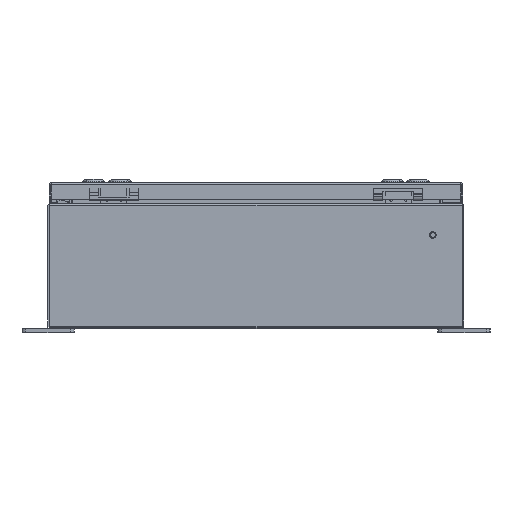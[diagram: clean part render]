
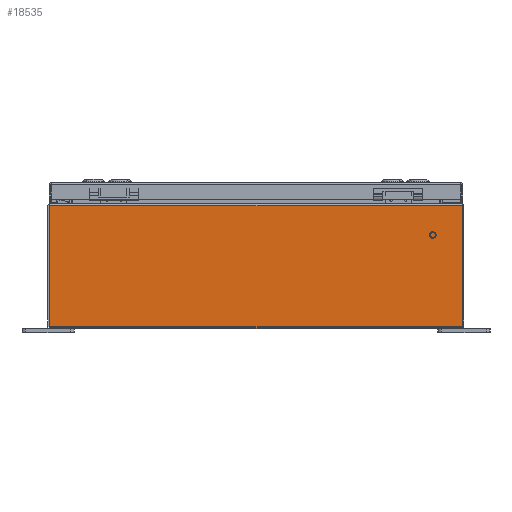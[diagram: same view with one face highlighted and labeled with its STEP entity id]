
A CAD part, left-side view. The second image highlights one B-rep face of the part: STEP entity #18535.
In plain terms, the highlighted planar face has unit normal (-1, 0, 0).
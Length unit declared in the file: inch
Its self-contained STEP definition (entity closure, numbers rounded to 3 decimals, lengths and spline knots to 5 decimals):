
#1041 = VERTEX_POINT ( 'NONE', #61033 ) ;
#1571 = LINE ( 'NONE', #39467, #52279 ) ;
#2241 = ORIENTED_EDGE ( 'NONE', *, *, #15367, .T. ) ;
#2571 = EDGE_CURVE ( 'NONE', #62827, #1041, #37409, .T. ) ;
#5071 = VECTOR ( 'NONE', #37340, 39.37008 ) ;
#6271 = EDGE_LOOP ( 'NONE', ( #51008, #38154, #20058, #2241 ) ) ;
#8875 = VERTEX_POINT ( 'NONE', #10910 ) ;
#10797 = VERTEX_POINT ( 'NONE', #54925 ) ;
#10823 = DIRECTION ( 'NONE',  ( 1., 0., 0. ) ) ;
#10910 = CARTESIAN_POINT ( 'NONE',  ( -10., 9.9253, 0.013 ) ) ;
#12305 = EDGE_CURVE ( 'NONE', #1041, #8875, #1571, .T. ) ;
#15367 = EDGE_CURVE ( 'NONE', #10797, #62827, #35934, .T. ) ;
#18078 = LINE ( 'NONE', #32394, #5071 ) ;
#18535 = ADVANCED_FACE ( 'NONE', ( #52589 ), #55050, .F. ) ;
#20058 = ORIENTED_EDGE ( 'NONE', *, *, #47862, .F. ) ;
#20686 = DIRECTION ( 'NONE',  ( 0., 0., 1. ) ) ;
#20944 = DIRECTION ( 'NONE',  ( 0., 1., 0. ) ) ;
#29784 = DIRECTION ( 'NONE',  ( 0., 0., -1. ) ) ;
#32394 = CARTESIAN_POINT ( 'NONE',  ( -10., 9.9253, 0.013 ) ) ;
#32864 = VECTOR ( 'NONE', #20686, 39.37008 ) ;
#33683 = AXIS2_PLACEMENT_3D ( 'NONE', #50136, #10823, #60039 ) ;
#35934 = LINE ( 'NONE', #55084, #32864 ) ;
#37340 = DIRECTION ( 'NONE',  ( 0., 1., 0. ) ) ;
#37409 = LINE ( 'NONE', #50419, #60443 ) ;
#38154 = ORIENTED_EDGE ( 'NONE', *, *, #12305, .T. ) ;
#39467 = CARTESIAN_POINT ( 'NONE',  ( -10., 9.9253, 0. ) ) ;
#41125 = CARTESIAN_POINT ( 'NONE',  ( -10., -9.9253, 5.8376 ) ) ;
#47862 = EDGE_CURVE ( 'NONE', #10797, #8875, #18078, .T. ) ;
#50136 = CARTESIAN_POINT ( 'NONE',  ( -10., 0., 0. ) ) ;
#50419 = CARTESIAN_POINT ( 'NONE',  ( -10., -9.9253, 5.8376 ) ) ;
#51008 = ORIENTED_EDGE ( 'NONE', *, *, #2571, .T. ) ;
#52279 = VECTOR ( 'NONE', #29784, 39.37008 ) ;
#52589 = FACE_OUTER_BOUND ( 'NONE', #6271, .T. ) ;
#54925 = CARTESIAN_POINT ( 'NONE',  ( -10., -9.9253, 0.013 ) ) ;
#55050 = PLANE ( 'NONE',  #33683 ) ;
#55084 = CARTESIAN_POINT ( 'NONE',  ( -10., -9.9253, 0. ) ) ;
#60039 = DIRECTION ( 'NONE',  ( 0., 0., -1. ) ) ;
#60443 = VECTOR ( 'NONE', #20944, 39.37008 ) ;
#61033 = CARTESIAN_POINT ( 'NONE',  ( -10., 9.9253, 5.8376 ) ) ;
#62827 = VERTEX_POINT ( 'NONE', #41125 ) ;
